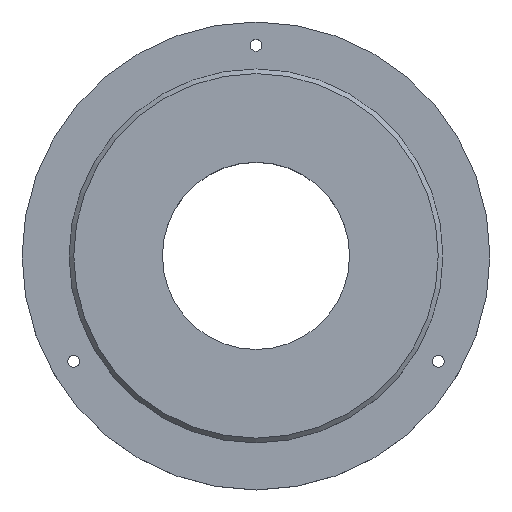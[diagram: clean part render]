
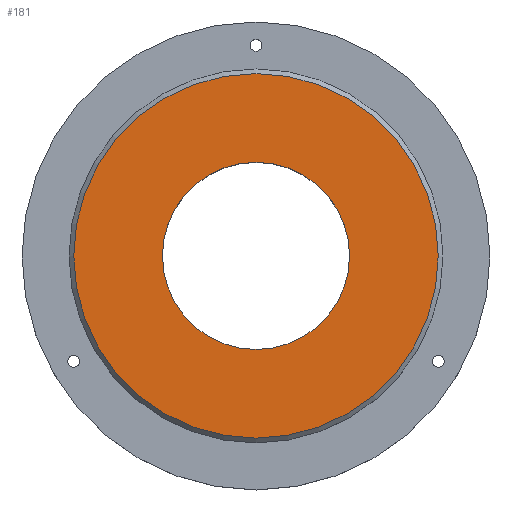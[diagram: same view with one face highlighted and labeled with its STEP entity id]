
A CAD part, top view. The second image highlights one B-rep face of the part: STEP entity #181.
In plain terms, the highlighted planar face has unit normal (0, 0, 1).
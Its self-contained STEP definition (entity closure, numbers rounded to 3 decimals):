
#19=FACE_BOUND('',#54,.T.);
#25=PLANE('',#216);
#38=FACE_OUTER_BOUND('',#53,.T.);
#53=EDGE_LOOP('',(#151));
#54=EDGE_LOOP('',(#152));
#87=CIRCLE('',#212,38.95);
#90=CIRCLE('',#217,20.);
#101=VERTEX_POINT('',#307);
#104=VERTEX_POINT('',#317);
#117=EDGE_CURVE('',#101,#101,#87,.T.);
#122=EDGE_CURVE('',#104,#104,#90,.T.);
#151=ORIENTED_EDGE('',*,*,#117,.F.);
#152=ORIENTED_EDGE('',*,*,#122,.T.);
#181=ADVANCED_FACE('',(#38,#19),#25,.T.);
#212=AXIS2_PLACEMENT_3D('',#308,#252,#253);
#216=AXIS2_PLACEMENT_3D('',#316,#262,#263);
#217=AXIS2_PLACEMENT_3D('',#318,#264,#265);
#252=DIRECTION('center_axis',(0.,0.,-1.));
#253=DIRECTION('ref_axis',(1.,0.,0.));
#262=DIRECTION('center_axis',(0.,0.,1.));
#263=DIRECTION('ref_axis',(1.,0.,0.));
#264=DIRECTION('center_axis',(0.,0.,-1.));
#265=DIRECTION('ref_axis',(1.,0.,0.));
#307=CARTESIAN_POINT('',(-38.95,0.,20.));
#308=CARTESIAN_POINT('Origin',(0.,0.,20.));
#316=CARTESIAN_POINT('Origin',(0.,0.,20.));
#317=CARTESIAN_POINT('',(-20.,0.,20.));
#318=CARTESIAN_POINT('Origin',(0.,0.,20.));
